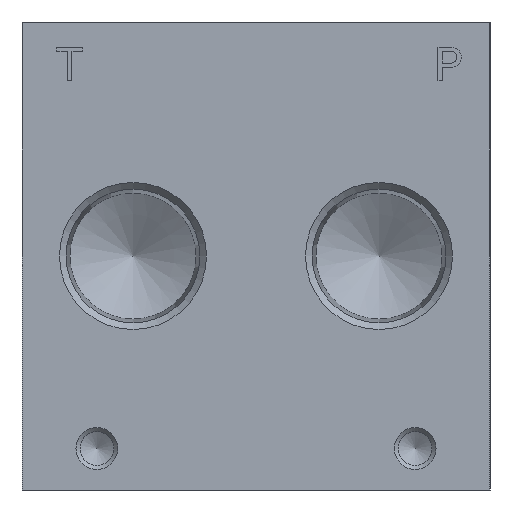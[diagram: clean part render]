
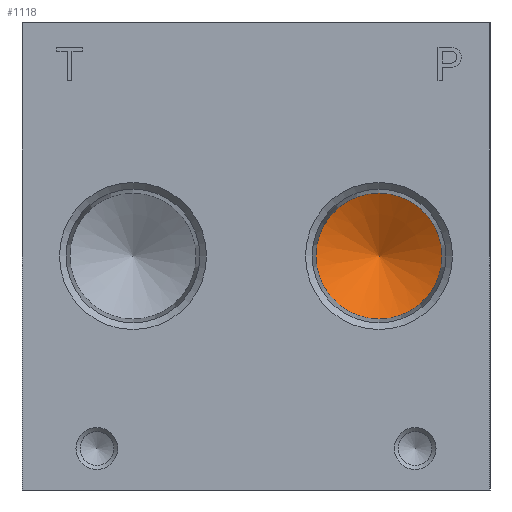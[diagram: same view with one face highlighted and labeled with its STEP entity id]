
A CAD part, left-side view. The second image highlights one B-rep face of the part: STEP entity #1118.
In plain terms, the highlighted conical face has half-angle 60.93 degrees and reference radius 11.971 mm.
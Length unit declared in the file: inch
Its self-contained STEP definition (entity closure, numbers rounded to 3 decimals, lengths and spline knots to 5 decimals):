
#1118 = ADVANCED_FACE( '', ( #2428, #2429 ), #2430, .F. );
#2428 = FACE_BOUND( '', #3773, .T. );
#2429 = FACE_OUTER_BOUND( '', #3774, .T. );
#2430 = CONICAL_SURFACE( '', #3775, 0.4713, 1.063 );
#3773 = VERTEX_LOOP( '', #6893 );
#3774 = EDGE_LOOP( '', ( #6894 ) );
#3775 = AXIS2_PLACEMENT_3D( '', #6895, #6896, #6897 );
#6893 = VERTEX_POINT( '', #8372 );
#6894 = ORIENTED_EDGE( '', *, *, #8373, .F. );
#6895 = CARTESIAN_POINT( '', ( 0.981, 0.83, 1.75 ) );
#6896 = DIRECTION( '', ( -1., 0., 0. ) );
#6897 = DIRECTION( '', ( 0., 0., 1. ) );
#8372 = CARTESIAN_POINT( '', ( 1.243, 0.83, 1.75 ) );
#8373 = EDGE_CURVE( '', #10204, #10204, #10205, .T. );
#10204 = VERTEX_POINT( '', #12778 );
#10205 = CIRCLE( '', #12779, 0.4713 );
#12778 = CARTESIAN_POINT( '', ( 0.981, 0.83, 1.2787 ) );
#12779 = AXIS2_PLACEMENT_3D( '', #14103, #14104, #14105 );
#14103 = CARTESIAN_POINT( '', ( 0.981, 0.83, 1.75 ) );
#14104 = DIRECTION( '', ( 1., 0., 0. ) );
#14105 = DIRECTION( '', ( 0., 0., -1. ) );
